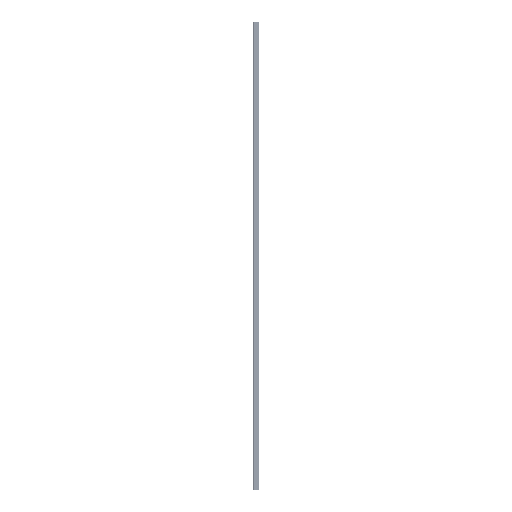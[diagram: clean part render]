
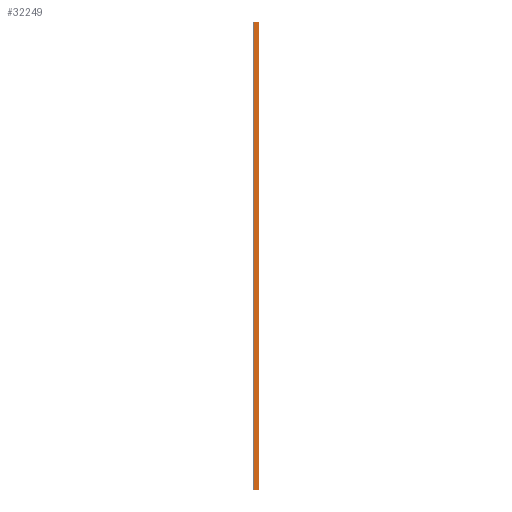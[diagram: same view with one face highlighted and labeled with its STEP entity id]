
A CAD part, left-side view. The second image highlights one B-rep face of the part: STEP entity #32249.
In plain terms, the highlighted planar face has unit normal (-1, 0, 0).
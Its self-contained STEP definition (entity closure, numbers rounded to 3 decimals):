
#6776 = VECTOR ( 'NONE', #17228, 1000. ) ;
#6782 = VECTOR ( 'NONE', #17216, 1000. ) ;
#6825 = VECTOR ( 'NONE', #17150, 1000. ) ;
#6826 = VECTOR ( 'NONE', #17148, 1000. ) ;
#6939 = AXIS2_PLACEMENT_3D ( 'NONE', #16941, #16942, #16943 ) ;
#8001 = EDGE_LOOP ( 'NONE', ( #9767, #9768, #9769, #9771 ) ) ;
#8409 = VERTEX_POINT ( 'NONE', #32191 ) ;
#8423 = VERTEX_POINT ( 'NONE', #32177 ) ;
#8430 = VERTEX_POINT ( 'NONE', #32170 ) ;
#8433 = VERTEX_POINT ( 'NONE', #32167 ) ;
#9767 = ORIENTED_EDGE ( 'NONE', *, *, #33815, .T. ) ;
#9768 = ORIENTED_EDGE ( 'NONE', *, *, #33823, .T. ) ;
#9769 = ORIENTED_EDGE ( 'NONE', *, *, #33950, .T. ) ;
#9771 = ORIENTED_EDGE ( 'NONE', *, *, #33945, .T. ) ;
#14677 = FACE_OUTER_BOUND ( 'NONE', #8001, .T. ) ;
#15176 = LINE ( 'NONE', #17147, #6826 ) ;
#15177 = LINE ( 'NONE', #17149, #6825 ) ;
#15185 = LINE ( 'NONE', #17227, #6776 ) ;
#15186 = LINE ( 'NONE', #17215, #6782 ) ;
#16940 = PLANE ( 'NONE',  #6939 ) ;
#16941 = CARTESIAN_POINT ( 'NONE',  ( -100., 230.998, -1500. ) ) ;
#16942 = DIRECTION ( 'NONE',  ( 1., 0., 0. ) ) ;
#16943 = DIRECTION ( 'NONE',  ( 0., 0., -1. ) ) ;
#17147 = CARTESIAN_POINT ( 'NONE',  ( -100., -41.002, 1500. ) ) ;
#17148 = DIRECTION ( 'NONE',  ( 0., 1., 0. ) ) ;
#17149 = CARTESIAN_POINT ( 'NONE',  ( -100., -6., -1500. ) ) ;
#17150 = DIRECTION ( 'NONE',  ( 0., 0., -1. ) ) ;
#17215 = CARTESIAN_POINT ( 'NONE',  ( -100., -41.002, 1500. ) ) ;
#17216 = DIRECTION ( 'NONE',  ( 0., 0., 1. ) ) ;
#17227 = CARTESIAN_POINT ( 'NONE',  ( -100., -41.002, -1500. ) ) ;
#17228 = DIRECTION ( 'NONE',  ( 0., -1., 0. ) ) ;
#32167 = CARTESIAN_POINT ( 'NONE',  ( -100., -41.002, 1500. ) ) ;
#32170 = CARTESIAN_POINT ( 'NONE',  ( -100., -41.002, -1500. ) ) ;
#32177 = CARTESIAN_POINT ( 'NONE',  ( -100., -6., -1500. ) ) ;
#32191 = CARTESIAN_POINT ( 'NONE',  ( -100., -6., 1500. ) ) ;
#32249 = ADVANCED_FACE ( 'NONE', ( #14677 ), #16940, .F. ) ;
#33815 = EDGE_CURVE ( 'NONE', #8433, #8409, #15176, .T. ) ;
#33823 = EDGE_CURVE ( 'NONE', #8409, #8423, #15177, .T. ) ;
#33945 = EDGE_CURVE ( 'NONE', #8430, #8433, #15186, .T. ) ;
#33950 = EDGE_CURVE ( 'NONE', #8423, #8430, #15185, .T. ) ;
